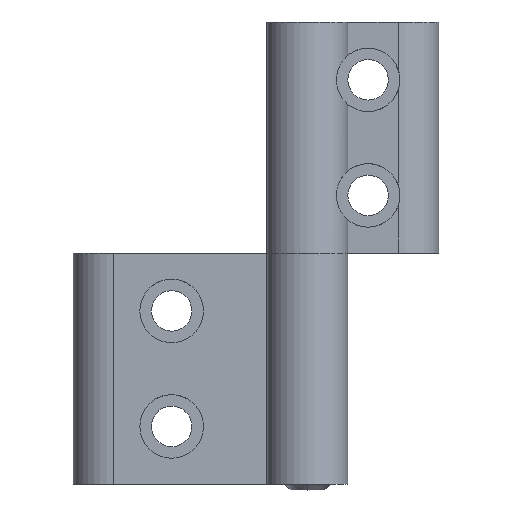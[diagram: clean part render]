
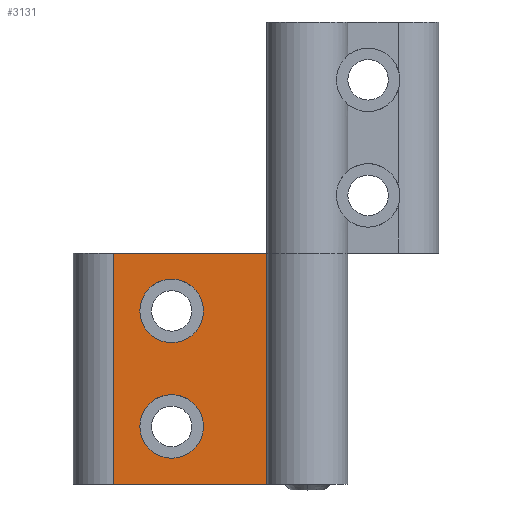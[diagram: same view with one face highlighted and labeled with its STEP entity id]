
A CAD part, top view. The second image highlights one B-rep face of the part: STEP entity #3131.
In plain terms, the highlighted planar face has unit normal (0, 0, 1).
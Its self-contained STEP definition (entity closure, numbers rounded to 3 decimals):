
#97 = VERTEX_POINT ( 'NONE', #3483 ) ;
#139 = DIRECTION ( 'NONE',  ( 0., -1., 0. ) ) ;
#180 = LINE ( 'NONE', #4905, #2187 ) ;
#269 = VERTEX_POINT ( 'NONE', #1598 ) ;
#318 = ORIENTED_EDGE ( 'NONE', *, *, #3488, .T. ) ;
#326 = CARTESIAN_POINT ( 'NONE',  ( 33.5, 0., 0. ) ) ;
#680 = EDGE_CURVE ( 'NONE', #269, #1924, #2550, .T. ) ;
#745 = CARTESIAN_POINT ( 'NONE',  ( 7., 0., 0. ) ) ;
#768 = LINE ( 'NONE', #2042, #1945 ) ;
#795 = CIRCLE ( 'NONE', #4563, 5.5 ) ;
#831 = VERTEX_POINT ( 'NONE', #326 ) ;
#861 = DIRECTION ( 'NONE',  ( 1., 0., 0. ) ) ;
#882 = DIRECTION ( 'NONE',  ( -1., 0., 0. ) ) ;
#970 = LINE ( 'NONE', #5033, #4034 ) ;
#981 = FACE_BOUND ( 'NONE', #2100, .T. ) ;
#1153 = EDGE_LOOP ( 'NONE', ( #318, #3996, #3498, #1171 ) ) ;
#1171 = ORIENTED_EDGE ( 'NONE', *, *, #680, .T. ) ;
#1368 = VERTEX_POINT ( 'NONE', #5159 ) ;
#1598 = CARTESIAN_POINT ( 'NONE',  ( 7., 40., 0. ) ) ;
#1684 = EDGE_CURVE ( 'NONE', #3723, #97, #1766, .T. ) ;
#1685 = CIRCLE ( 'NONE', #4370, 5.5 ) ;
#1766 = CIRCLE ( 'NONE', #4605, 5.5 ) ;
#1794 = CARTESIAN_POINT ( 'NONE',  ( 23.5, 30., 0. ) ) ;
#1795 = ORIENTED_EDGE ( 'NONE', *, *, #2428, .T. ) ;
#1847 = EDGE_CURVE ( 'NONE', #2979, #831, #180, .T. ) ;
#1893 = FACE_OUTER_BOUND ( 'NONE', #1153, .T. ) ;
#1924 = VERTEX_POINT ( 'NONE', #745 ) ;
#1945 = VECTOR ( 'NONE', #861, 1000. ) ;
#1946 = VERTEX_POINT ( 'NONE', #1954 ) ;
#1948 = EDGE_LOOP ( 'NONE', ( #3084, #4688 ) ) ;
#1954 = CARTESIAN_POINT ( 'NONE',  ( 18., 30., 0. ) ) ;
#1976 = CARTESIAN_POINT ( 'NONE',  ( 23.5, 10., 0. ) ) ;
#2042 = CARTESIAN_POINT ( 'NONE',  ( 33.5, 0., 0. ) ) ;
#2044 = CARTESIAN_POINT ( 'NONE',  ( 33.5, 40., 0. ) ) ;
#2060 = CARTESIAN_POINT ( 'NONE',  ( 23.5, 10., 0. ) ) ;
#2100 = EDGE_LOOP ( 'NONE', ( #1795, #4961 ) ) ;
#2173 = DIRECTION ( 'NONE',  ( 1., 0., 0. ) ) ;
#2184 = DIRECTION ( 'NONE',  ( -1., 0., 0. ) ) ;
#2187 = VECTOR ( 'NONE', #3681, 1000. ) ;
#2265 = AXIS2_PLACEMENT_3D ( 'NONE', #2044, #3266, #882 ) ;
#2281 = VECTOR ( 'NONE', #139, 1000. ) ;
#2328 = CIRCLE ( 'NONE', #4955, 5.5 ) ;
#2355 = DIRECTION ( 'NONE',  ( -1., 0., 0. ) ) ;
#2393 = CARTESIAN_POINT ( 'NONE',  ( 23.5, 30., 0. ) ) ;
#2428 = EDGE_CURVE ( 'NONE', #1368, #1946, #1685, .T. ) ;
#2459 = DIRECTION ( 'NONE',  ( -1., 0., 0. ) ) ;
#2546 = EDGE_CURVE ( 'NONE', #97, #3723, #2328, .T. ) ;
#2550 = LINE ( 'NONE', #3343, #2281 ) ;
#2692 = EDGE_CURVE ( 'NONE', #1946, #1368, #795, .T. ) ;
#2816 = DIRECTION ( 'NONE',  ( -1., 0., 0. ) ) ;
#2860 = PLANE ( 'NONE',  #2265 ) ;
#2979 = VERTEX_POINT ( 'NONE', #5018 ) ;
#3084 = ORIENTED_EDGE ( 'NONE', *, *, #2546, .T. ) ;
#3131 = ADVANCED_FACE ( 'NONE', ( #981, #4042, #1893 ), #2860, .F. ) ;
#3266 = DIRECTION ( 'NONE',  ( 0., 0., -1. ) ) ;
#3343 = CARTESIAN_POINT ( 'NONE',  ( 7., 40., 0. ) ) ;
#3483 = CARTESIAN_POINT ( 'NONE',  ( 29., 10., 0. ) ) ;
#3488 = EDGE_CURVE ( 'NONE', #1924, #831, #768, .T. ) ;
#3498 = ORIENTED_EDGE ( 'NONE', *, *, #3675, .F. ) ;
#3675 = EDGE_CURVE ( 'NONE', #269, #2979, #970, .T. ) ;
#3681 = DIRECTION ( 'NONE',  ( 0., -1., 0. ) ) ;
#3723 = VERTEX_POINT ( 'NONE', #4231 ) ;
#3996 = ORIENTED_EDGE ( 'NONE', *, *, #1847, .F. ) ;
#4034 = VECTOR ( 'NONE', #2173, 1000. ) ;
#4042 = FACE_BOUND ( 'NONE', #1948, .T. ) ;
#4231 = CARTESIAN_POINT ( 'NONE',  ( 18., 10., 0. ) ) ;
#4370 = AXIS2_PLACEMENT_3D ( 'NONE', #2393, #5273, #2816 ) ;
#4563 = AXIS2_PLACEMENT_3D ( 'NONE', #1794, #4621, #2184 ) ;
#4605 = AXIS2_PLACEMENT_3D ( 'NONE', #1976, #4825, #2355 ) ;
#4621 = DIRECTION ( 'NONE',  ( 0., 0., -1. ) ) ;
#4688 = ORIENTED_EDGE ( 'NONE', *, *, #1684, .T. ) ;
#4825 = DIRECTION ( 'NONE',  ( 0., 0., -1. ) ) ;
#4905 = CARTESIAN_POINT ( 'NONE',  ( 33.5, 40., 0. ) ) ;
#4920 = DIRECTION ( 'NONE',  ( 0., 0., -1. ) ) ;
#4955 = AXIS2_PLACEMENT_3D ( 'NONE', #2060, #4920, #2459 ) ;
#4961 = ORIENTED_EDGE ( 'NONE', *, *, #2692, .T. ) ;
#5018 = CARTESIAN_POINT ( 'NONE',  ( 33.5, 40., 0. ) ) ;
#5033 = CARTESIAN_POINT ( 'NONE',  ( 33.5, 40., 0. ) ) ;
#5159 = CARTESIAN_POINT ( 'NONE',  ( 29., 30., 0. ) ) ;
#5273 = DIRECTION ( 'NONE',  ( 0., 0., -1. ) ) ;
